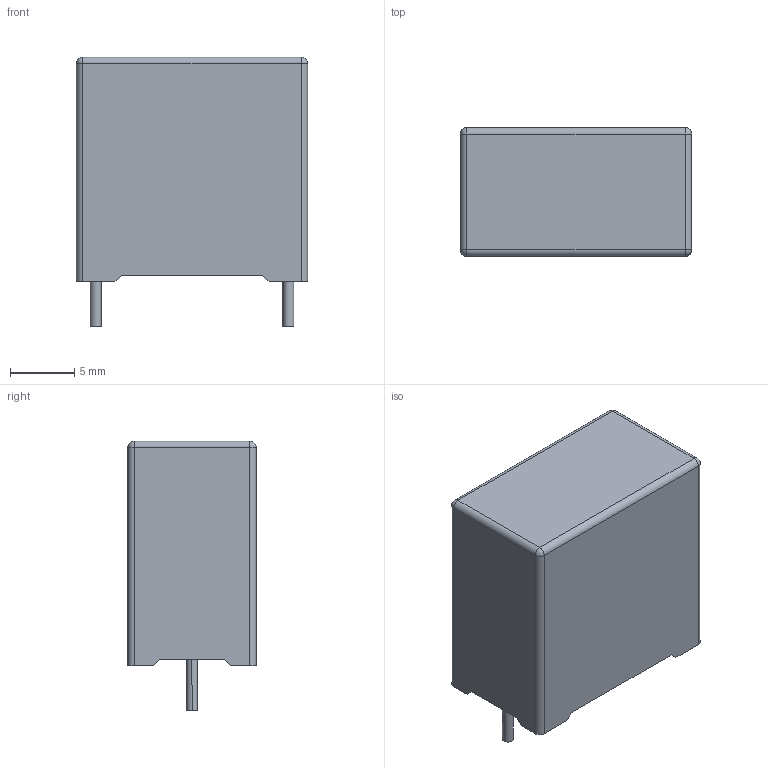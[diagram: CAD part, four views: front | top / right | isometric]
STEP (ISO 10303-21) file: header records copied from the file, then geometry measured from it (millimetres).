
FILE_DESCRIPTION((''),'2;1');
FILE_NAME('CAPR1500-1000X1800X1800.stp','2014-11-10T13:42:44',(''),(''),'Mechanical Desktop 2011','Mechanical Desktop 2011',', , ');
FILE_SCHEMA(('AUTOMOTIVE_DESIGN { 1 2 10303 214 1 1 1 1 }'));
Length unit declared in the file: millimetre
Products named in the file (1): Product
Bounding box: 18 x 10 x 21 mm (x, y, z)
Volume: 3063 mm3; surface area: 1328.6 mm2
Topology: 3 solids, 3 shells, 50 faces, 124 edges, 76 vertices
Faces by surface type: plane 20, cylinder 14, bspline 12, sphere 4
Entity records: 1517 total; most frequent: CARTESIAN_POINT 311, ORIENTED_EDGE 240, DIRECTION 230, EDGE_CURVE 120, VECTOR 88, LINE 88, VERTEX_POINT 76, AXIS2_PLACEMENT_3D 71
